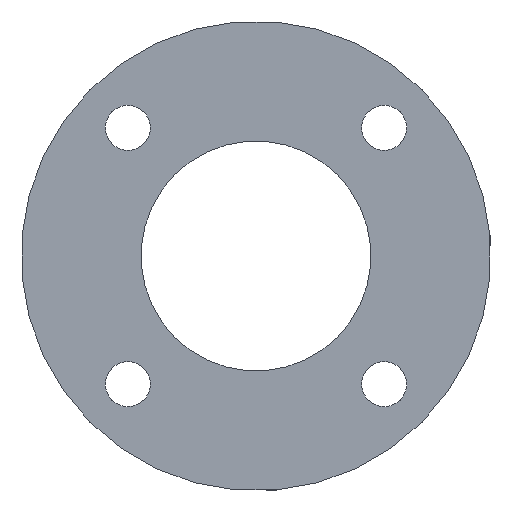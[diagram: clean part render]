
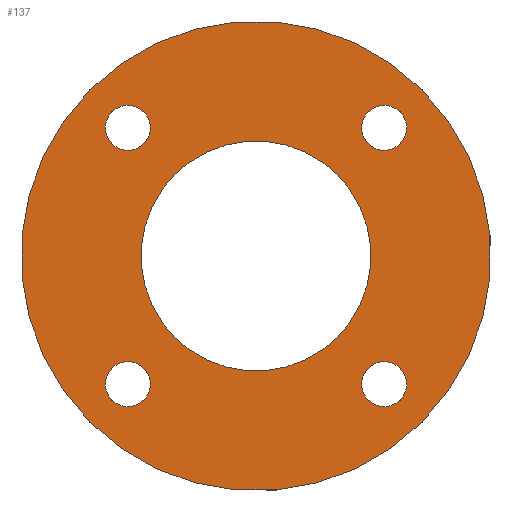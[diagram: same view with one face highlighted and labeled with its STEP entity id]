
A CAD part, left-side view. The second image highlights one B-rep face of the part: STEP entity #137.
In plain terms, the highlighted planar face has unit normal (-1, 0, 0).
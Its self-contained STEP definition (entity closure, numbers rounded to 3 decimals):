
#15=PLANE('',#159);
#23=FACE_BOUND('',#54,.T.);
#24=FACE_BOUND('',#55,.T.);
#25=FACE_BOUND('',#56,.T.);
#26=FACE_BOUND('',#57,.T.);
#27=FACE_BOUND('',#58,.T.);
#39=FACE_OUTER_BOUND('',#53,.T.);
#53=EDGE_LOOP('',(#113));
#54=EDGE_LOOP('',(#114));
#55=EDGE_LOOP('',(#115));
#56=EDGE_LOOP('',(#116));
#57=EDGE_LOOP('',(#117));
#58=EDGE_LOOP('',(#118));
#66=CIRCLE('',#143,9.);
#68=CIRCLE('',#146,9.);
#70=CIRCLE('',#149,9.);
#72=CIRCLE('',#152,9.);
#74=CIRCLE('',#155,46.);
#75=CIRCLE('',#157,94.);
#78=VERTEX_POINT('',#207);
#80=VERTEX_POINT('',#212);
#82=VERTEX_POINT('',#217);
#84=VERTEX_POINT('',#222);
#86=VERTEX_POINT('',#227);
#87=VERTEX_POINT('',#230);
#90=EDGE_CURVE('',#78,#78,#66,.T.);
#92=EDGE_CURVE('',#80,#80,#68,.T.);
#94=EDGE_CURVE('',#82,#82,#70,.T.);
#96=EDGE_CURVE('',#84,#84,#72,.T.);
#98=EDGE_CURVE('',#86,#86,#74,.T.);
#99=EDGE_CURVE('',#87,#87,#75,.T.);
#113=ORIENTED_EDGE('',*,*,#99,.F.);
#114=ORIENTED_EDGE('',*,*,#90,.T.);
#115=ORIENTED_EDGE('',*,*,#92,.T.);
#116=ORIENTED_EDGE('',*,*,#94,.T.);
#117=ORIENTED_EDGE('',*,*,#96,.T.);
#118=ORIENTED_EDGE('',*,*,#98,.T.);
#137=ADVANCED_FACE('',(#39,#23,#24,#25,#26,#27),#15,.T.);
#143=AXIS2_PLACEMENT_3D('',#208,#167,#168);
#146=AXIS2_PLACEMENT_3D('',#213,#173,#174);
#149=AXIS2_PLACEMENT_3D('',#218,#179,#180);
#152=AXIS2_PLACEMENT_3D('',#223,#185,#186);
#155=AXIS2_PLACEMENT_3D('',#228,#191,#192);
#157=AXIS2_PLACEMENT_3D('',#231,#195,#196);
#159=AXIS2_PLACEMENT_3D('',#234,#199,#200);
#167=DIRECTION('center_axis',(1.,0.,0.));
#168=DIRECTION('ref_axis',(0.,-0.707,0.707));
#173=DIRECTION('center_axis',(1.,0.,0.));
#174=DIRECTION('ref_axis',(0.,-0.707,-0.707));
#179=DIRECTION('center_axis',(1.,0.,0.));
#180=DIRECTION('ref_axis',(0.,0.707,-0.707));
#185=DIRECTION('center_axis',(1.,0.,0.));
#186=DIRECTION('ref_axis',(0.,0.707,0.707));
#191=DIRECTION('center_axis',(1.,0.,0.));
#192=DIRECTION('ref_axis',(0.,0.707,-0.707));
#195=DIRECTION('center_axis',(1.,0.,0.));
#196=DIRECTION('ref_axis',(0.,0.707,-0.707));
#199=DIRECTION('center_axis',(-1.,0.,0.));
#200=DIRECTION('ref_axis',(0.,-0.707,0.707));
#207=CARTESIAN_POINT('',(-9.5,-44.901,-57.629));
#208=CARTESIAN_POINT('Origin',(-9.5,-51.265,-51.265));
#212=CARTESIAN_POINT('',(-9.5,57.629,-44.901));
#213=CARTESIAN_POINT('Origin',(-9.5,51.265,-51.265));
#217=CARTESIAN_POINT('',(-9.5,44.901,57.629));
#218=CARTESIAN_POINT('Origin',(-9.5,51.265,51.265));
#222=CARTESIAN_POINT('',(-9.5,-57.629,44.901));
#223=CARTESIAN_POINT('Origin',(-9.5,-51.265,51.265));
#227=CARTESIAN_POINT('',(-9.5,-32.527,32.527));
#228=CARTESIAN_POINT('Origin',(-9.5,0.,0.));
#230=CARTESIAN_POINT('',(-9.5,-66.468,66.468));
#231=CARTESIAN_POINT('Origin',(-9.5,0.,0.));
#234=CARTESIAN_POINT('Origin',(-9.5,0.,0.));
